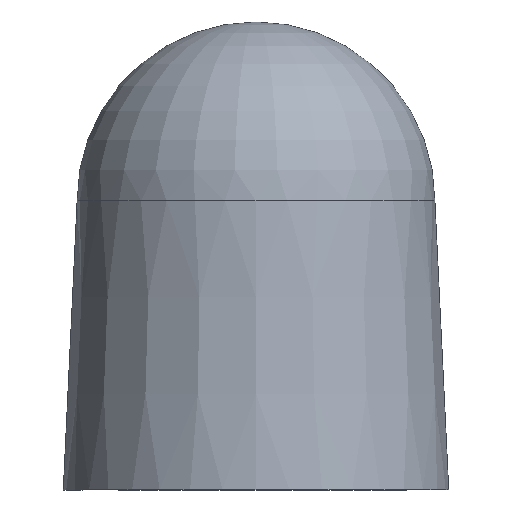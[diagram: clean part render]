
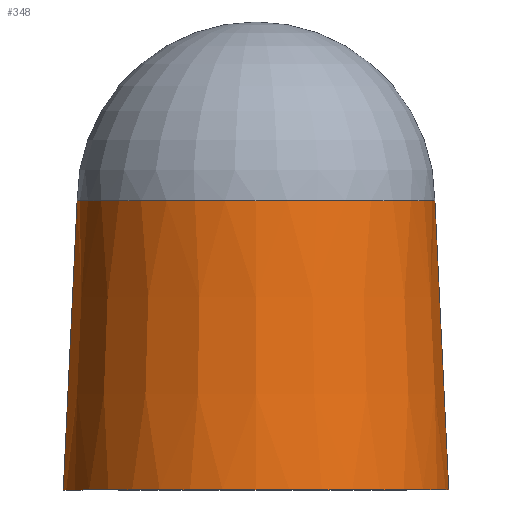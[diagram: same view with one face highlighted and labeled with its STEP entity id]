
A CAD part, front view. The second image highlights one B-rep face of the part: STEP entity #348.
In plain terms, the highlighted conical face has half-angle 2.741 degrees and reference radius 5.945 mm.
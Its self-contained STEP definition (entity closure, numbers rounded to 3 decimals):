
#15 = CARTESIAN_POINT ( 'NONE',  ( 11.564, -26.307, 0.703 ) ) ;
#53 = CARTESIAN_POINT ( 'NONE',  ( 11.564, -26.307, 10.311 ) ) ;
#66 = EDGE_CURVE ( 'NONE', #202, #80, #225, .T. ) ;
#70 = CARTESIAN_POINT ( 'NONE',  ( 5.619, -26.307, 10.311 ) ) ;
#71 = AXIS2_PLACEMENT_3D ( 'NONE', #15, #340, #364 ) ;
#72 = DIRECTION ( 'NONE',  ( 0., 0., -1. ) ) ;
#74 = EDGE_CURVE ( 'NONE', #80, #116, #359, .T. ) ;
#80 = VERTEX_POINT ( 'NONE', #70 ) ;
#87 = ORIENTED_EDGE ( 'NONE', *, *, #210, .F. ) ;
#103 = CARTESIAN_POINT ( 'NONE',  ( 11.564, -26.307, 10.311 ) ) ;
#116 = VERTEX_POINT ( 'NONE', #333 ) ;
#117 = VECTOR ( 'NONE', #125, 1000. ) ;
#125 = DIRECTION ( 'NONE',  ( -0.048, 0., -0.999 ) ) ;
#133 = LINE ( 'NONE', #312, #303 ) ;
#145 = EDGE_LOOP ( 'NONE', ( #339, #207, #287, #87 ) ) ;
#154 = DIRECTION ( 'NONE',  ( -1., 0., 0. ) ) ;
#163 = CARTESIAN_POINT ( 'NONE',  ( 17.969, -26.307, 0.703 ) ) ;
#171 = CONICAL_SURFACE ( 'NONE', #332, 5.945, 0.048 ) ;
#178 = FACE_OUTER_BOUND ( 'NONE', #145, .T. ) ;
#180 = CIRCLE ( 'NONE', #71, 6.405 ) ;
#193 = DIRECTION ( 'NONE',  ( 0.048, 0., -0.999 ) ) ;
#202 = VERTEX_POINT ( 'NONE', #363 ) ;
#205 = VERTEX_POINT ( 'NONE', #163 ) ;
#206 = AXIS2_PLACEMENT_3D ( 'NONE', #103, #72, #154 ) ;
#207 = ORIENTED_EDGE ( 'NONE', *, *, #66, .T. ) ;
#210 = EDGE_CURVE ( 'NONE', #205, #116, #180, .T. ) ;
#225 = CIRCLE ( 'NONE', #206, 5.945 ) ;
#256 = DIRECTION ( 'NONE',  ( 0., 0., -1. ) ) ;
#287 = ORIENTED_EDGE ( 'NONE', *, *, #74, .T. ) ;
#289 = EDGE_CURVE ( 'NONE', #202, #205, #133, .T. ) ;
#303 = VECTOR ( 'NONE', #193, 1000. ) ;
#306 = CARTESIAN_POINT ( 'NONE',  ( 5.619, -26.307, 10.311 ) ) ;
#312 = CARTESIAN_POINT ( 'NONE',  ( 17.509, -26.307, 10.311 ) ) ;
#332 = AXIS2_PLACEMENT_3D ( 'NONE', #53, #256, #373 ) ;
#333 = CARTESIAN_POINT ( 'NONE',  ( 5.159, -26.307, 0.703 ) ) ;
#339 = ORIENTED_EDGE ( 'NONE', *, *, #289, .F. ) ;
#340 = DIRECTION ( 'NONE',  ( 0., 0., -1. ) ) ;
#348 = ADVANCED_FACE ( 'NONE', ( #178 ), #171, .T. ) ;
#359 = LINE ( 'NONE', #306, #117 ) ;
#363 = CARTESIAN_POINT ( 'NONE',  ( 17.509, -26.307, 10.311 ) ) ;
#364 = DIRECTION ( 'NONE',  ( -1., 0., 0. ) ) ;
#373 = DIRECTION ( 'NONE',  ( -1., 0., 0. ) ) ;
